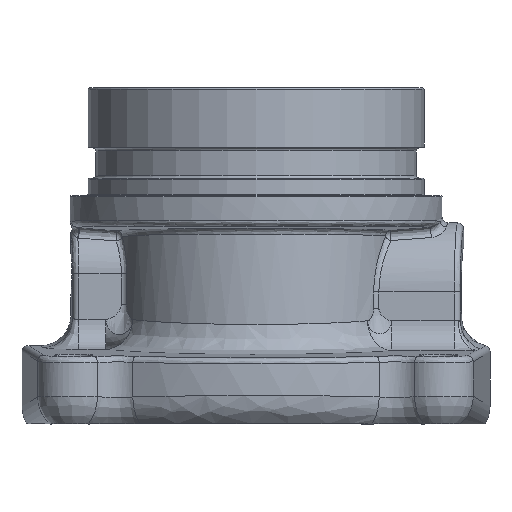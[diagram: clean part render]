
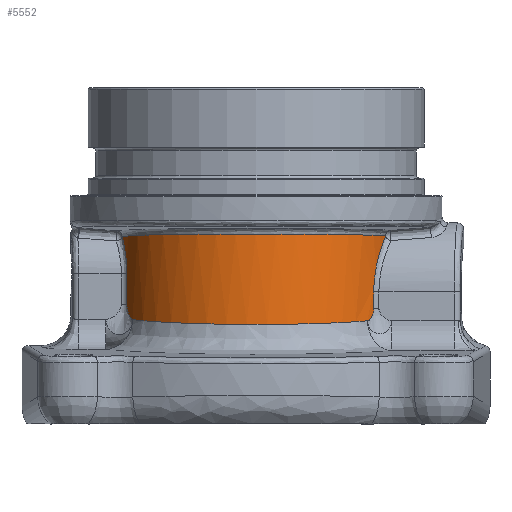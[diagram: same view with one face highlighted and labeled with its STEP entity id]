
A CAD part, left-side view. The second image highlights one B-rep face of the part: STEP entity #5552.
In plain terms, the highlighted cylindrical face has radius 36.513 mm (diameter 73.025 mm), a partial arc.
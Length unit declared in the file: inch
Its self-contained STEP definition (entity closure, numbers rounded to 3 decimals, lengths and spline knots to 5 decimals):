
#1378=CARTESIAN_POINT('',(-0.64172,1.28631,
1.14973));
#1379=CARTESIAN_POINT('',(-0.59312,1.31056,
1.1539));
#1380=CARTESIAN_POINT('',(-0.52607,1.3379,
1.2154));
#1381=CARTESIAN_POINT('',(-0.50911,1.34432,
1.29004));
#1382=CARTESIAN_POINT('',(-0.50911,1.34432,
1.30824));
#1384=CARTESIAN_POINT('',(-0.84708,-1.1614,
1.13662));
#1385=CARTESIAN_POINT('',(-0.81134,-1.18747,
1.14107));
#1386=CARTESIAN_POINT('',(-0.76139,-1.21939,
1.19041));
#1387=CARTESIAN_POINT('',(-0.7487,-1.22713,
1.25092));
#1388=CARTESIAN_POINT('',(-0.7487,-1.22713,
1.26577));
#1390=CARTESIAN_POINT('',(-0.64172,1.28631,
1.14973));
#1391=CARTESIAN_POINT('',(-0.70006,1.25721,
1.146));
#1392=CARTESIAN_POINT('',(-0.81297,1.19098,
1.13881));
#1393=CARTESIAN_POINT('',(-0.96855,1.06836,
1.12888));
#1394=CARTESIAN_POINT('',(-1.10552,0.92584,
1.12014));
#1395=CARTESIAN_POINT('',(-1.22115,0.76681,
1.11276));
#1396=CARTESIAN_POINT('',(-1.31387,0.59409,
1.10685));
#1397=CARTESIAN_POINT('',(-1.38237,0.41024,
1.10248));
#1398=CARTESIAN_POINT('',(-1.42534,0.2184,
1.09974));
#1399=CARTESIAN_POINT('',(-1.4418,0.02233,
1.09868));
#1400=CARTESIAN_POINT('',(-1.43142,-0.17408,
1.09935));
#1401=CARTESIAN_POINT('',(-1.39447,-0.36697,
1.1017));
#1402=CARTESIAN_POINT('',(-1.3318,-0.55271,
1.1057));
#1403=CARTESIAN_POINT('',(-1.24448,-0.72837,
1.11127));
#1404=CARTESIAN_POINT('',(-1.13357,-0.89132,
1.11835));
#1405=CARTESIAN_POINT('',(-1.00064,-1.03834,
1.12683));
#1406=CARTESIAN_POINT('',(-0.90002,-1.1228,
1.13325));
#1407=CARTESIAN_POINT('',(-0.84708,-1.1614,
1.13662));
#1559=CARTESIAN_POINT('',(-0.34647,1.39512,
2.01425));
#1560=CARTESIAN_POINT('',(-0.3674,1.38992,
1.99395));
#1561=CARTESIAN_POINT('',(-0.40532,1.37952,
1.95052));
#1562=CARTESIAN_POINT('',(-0.45165,1.36492,
1.8755));
#1563=CARTESIAN_POINT('',(-0.48495,1.35332,
1.79445));
#1564=CARTESIAN_POINT('',(-0.50479,1.34597,
1.70999));
#1565=CARTESIAN_POINT('',(-0.50911,1.34433,
1.65348));
#1566=CARTESIAN_POINT('',(-0.50911,1.34432,
1.625));
#1655=CARTESIAN_POINT('',(-0.34647,1.39512,
2.01425));
#1656=CARTESIAN_POINT('',(-0.40896,1.3796,
2.0167));
#1657=CARTESIAN_POINT('',(-0.53181,1.34017,
2.02105));
#1658=CARTESIAN_POINT('',(-0.70646,1.25689,
2.02613));
#1659=CARTESIAN_POINT('',(-0.86841,1.15097,
2.03004));
#1660=CARTESIAN_POINT('',(-1.01454,1.02447,2.03302));
#1661=CARTESIAN_POINT('',(-1.14234,0.87971,
2.03527));
#1662=CARTESIAN_POINT('',(-1.24969,0.7191,
2.03695));
#1663=CARTESIAN_POINT('',(-1.33457,0.54562,
2.03816));
#1664=CARTESIAN_POINT('',(-1.39528,0.36311,
2.03896));
#1665=CARTESIAN_POINT('',(-1.43107,0.17501,
2.03941));
#1666=CARTESIAN_POINT('',(-1.44165,-0.01605,
2.03954));
#1667=CARTESIAN_POINT('',(-1.42678,-0.20743,
2.03936));
#1668=CARTESIAN_POINT('',(-1.38639,-0.39589,
2.03885));
#1669=CARTESIAN_POINT('',(-1.32107,-0.57755,
2.03797));
#1670=CARTESIAN_POINT('',(-1.23223,-0.74856,
2.03669));
#1671=CARTESIAN_POINT('',(-1.12158,-0.90597,
2.03493));
#1672=CARTESIAN_POINT('',(-0.99076,-1.04749,
2.03257));
#1673=CARTESIAN_POINT('',(-0.84143,-1.17085,
2.02943));
#1674=CARTESIAN_POINT('',(-0.67712,-1.27293,
2.02534));
#1675=CARTESIAN_POINT('',(-0.55949,-1.32572,
2.02181));
#1676=CARTESIAN_POINT('',(-0.49912,-1.34807,
2.01979));
#1689=CARTESIAN_POINT('',(-0.49912,-1.34807,
2.01979));
#1690=CARTESIAN_POINT('',(-0.52641,-1.33797,
1.99433));
#1691=CARTESIAN_POINT('',(-0.57488,-1.31818,
1.94175));
#1692=CARTESIAN_POINT('',(-0.63301,-1.29103,
1.85853));
#1693=CARTESIAN_POINT('',(-0.67606,-1.26882,
1.77702));
#1694=CARTESIAN_POINT('',(-0.70681,-1.25184,
1.69924));
#1695=CARTESIAN_POINT('',(-0.72761,-1.2398,
1.62631));
#1696=CARTESIAN_POINT('',(-0.74056,-1.23208,
1.55848));
#1697=CARTESIAN_POINT('',(-0.74738,-1.22794,
1.49565));
#1698=CARTESIAN_POINT('',(-0.7487,-1.22713,
1.4564));
#1699=CARTESIAN_POINT('',(-0.7487,-1.22713,
1.4375));
#1729=DIRECTION('',(0.,0.,-1.));
#1730=VECTOR('',#1729,0.17173);
#1731=CARTESIAN_POINT('',(-0.7487,-1.22713,
1.4375));
#1732=LINE('',#1731,#1730);
#2333=DIRECTION('',(0.,0.,-1.));
#2334=VECTOR('',#2333,0.31676);
#2335=CARTESIAN_POINT('',(-0.50911,1.34432,
1.625));
#2336=LINE('',#2335,#2334);
#3047=VERTEX_POINT('',#1689);
#3048=VERTEX_POINT('',#1699);
#3057=VERTEX_POINT('',#1655);
#3060=VERTEX_POINT('',#1566);
#3131=VERTEX_POINT('',#1390);
#3132=VERTEX_POINT('',#1407);
#3174=CARTESIAN_POINT('',(-0.50911,1.34432,
1.30824));
#3175=VERTEX_POINT('',#3174);
#3176=VERTEX_POINT('',#1388);
#5530=CARTESIAN_POINT('',(0.,0.,3.9375));
#5531=DIRECTION('',(0.,0.,1.));
#5532=DIRECTION('',(0.,-1.,0.));
#5533=AXIS2_PLACEMENT_3D('',#5530,#5531,#5532);
#5534=CYLINDRICAL_SURFACE('',#5533,1.4375);
#5536=ORIENTED_EDGE('',*,*,#5535,.F.);
#5538=ORIENTED_EDGE('',*,*,#5537,.T.);
#5540=ORIENTED_EDGE('',*,*,#5539,.F.);
#5542=ORIENTED_EDGE('',*,*,#5541,.F.);
#5544=ORIENTED_EDGE('',*,*,#5543,.T.);
#5546=ORIENTED_EDGE('',*,*,#5545,.T.);
#5548=ORIENTED_EDGE('',*,*,#5547,.T.);
#5549=ORIENTED_EDGE('',*,*,#5520,.F.);
#5550=EDGE_LOOP('',(#5536,#5538,#5540,#5542,#5544,#5546,#5548,#5549));
#5551=FACE_OUTER_BOUND('',#5550,.F.);
#1383=B_SPLINE_CURVE_WITH_KNOTS('',3,(#1378,#1379,#1380,#1381,#1382),
.UNSPECIFIED.,.F.,.F.,(4,1,4),(0.,0.75,1.),.UNSPECIFIED.);
#1389=B_SPLINE_CURVE_WITH_KNOTS('',3,(#1384,#1385,#1386,#1387,#1388),
.UNSPECIFIED.,.F.,.F.,(4,1,4),(0.,0.75,1.),.UNSPECIFIED.);
#1408=B_SPLINE_CURVE_WITH_KNOTS('',3,(#1390,#1391,#1392,#1393,#1394,#1395,#1396,
#1397,#1398,#1399,#1400,#1401,#1402,#1403,#1404,#1405,#1406,#1407),
.UNSPECIFIED.,.F.,.F.,(4,1,1,1,1,1,1,1,1,1,1,1,1,1,1,4),(0.,0.06667,
0.13333,0.2,0.26667,0.33333,0.4,
0.46667,0.53333,0.6,0.66667,0.73333,
0.8,0.86667,0.93333,1.),.UNSPECIFIED.);
#1567=B_SPLINE_CURVE_WITH_KNOTS('',3,(#1559,#1560,#1561,#1562,#1563,#1564,#1565,
#1566),.UNSPECIFIED.,.F.,.F.,(4,1,1,1,1,4),(0.,0.2,0.4,0.6,0.8,1.),
.UNSPECIFIED.);
#1677=B_SPLINE_CURVE_WITH_KNOTS('',3,(#1655,#1656,#1657,#1658,#1659,#1660,#1661,
#1662,#1663,#1664,#1665,#1666,#1667,#1668,#1669,#1670,#1671,#1672,#1673,#1674,
#1675,#1676),.UNSPECIFIED.,.F.,.F.,(4,1,1,1,1,1,1,1,1,1,1,1,1,1,1,1,1,1,1,4),(
0.,0.05263,0.10526,0.15789,0.21053,
0.26316,0.31579,0.36842,0.42105,
0.47368,0.52632,0.57895,0.63158,
0.68421,0.73684,0.78947,0.84211,
0.89474,0.94737,1.),.UNSPECIFIED.);
#1700=B_SPLINE_CURVE_WITH_KNOTS('',3,(#1689,#1690,#1691,#1692,#1693,#1694,#1695,
#1696,#1697,#1698,#1699),.UNSPECIFIED.,.F.,.F.,(4,1,1,1,1,1,1,1,4),(0.,
0.125,0.25,0.375,0.5,0.625,0.75,0.875,1.),.UNSPECIFIED.);
#5520=EDGE_CURVE('',#3132,#3176,#1389,.T.);
#5535=EDGE_CURVE('',#3131,#3132,#1408,.T.);
#5537=EDGE_CURVE('',#3131,#3175,#1383,.T.);
#5539=EDGE_CURVE('',#3060,#3175,#2336,.T.);
#5541=EDGE_CURVE('',#3057,#3060,#1567,.T.);
#5543=EDGE_CURVE('',#3057,#3047,#1677,.T.);
#5545=EDGE_CURVE('',#3047,#3048,#1700,.T.);
#5547=EDGE_CURVE('',#3048,#3176,#1732,.T.);
#5552=ADVANCED_FACE('',(#5551),#5534,.T.);
